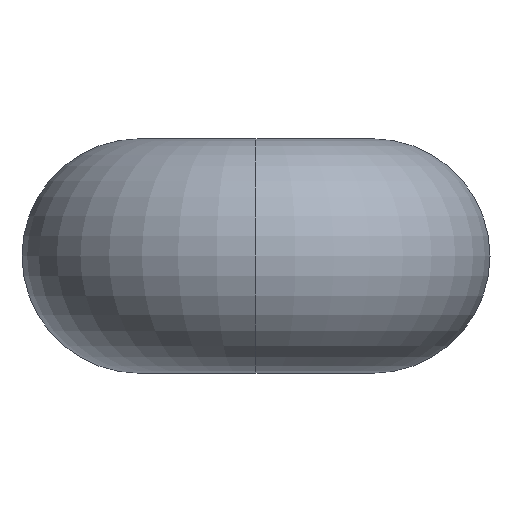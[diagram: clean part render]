
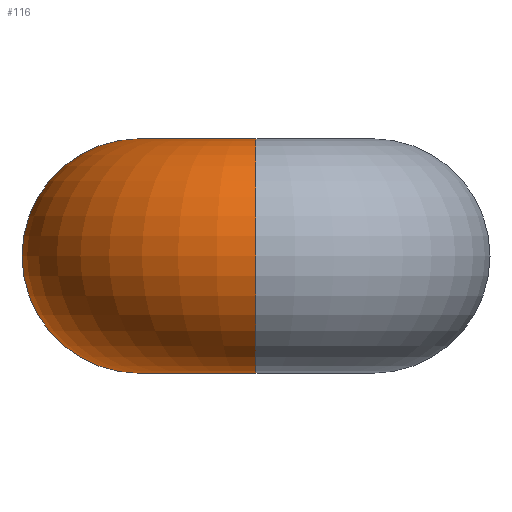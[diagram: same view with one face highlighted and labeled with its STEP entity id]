
A CAD part, left-side view. The second image highlights one B-rep face of the part: STEP entity #116.
In plain terms, the highlighted toroidal (fillet/blend) face has major radius 0.762 mm and minor radius 0.762 mm.
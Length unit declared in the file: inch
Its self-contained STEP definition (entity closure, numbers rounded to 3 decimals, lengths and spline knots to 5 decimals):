
#28 = AXIS2_PLACEMENT_3D ( 'NONE', #207, #204, #203 ) ;
#53 = AXIS2_PLACEMENT_3D ( 'NONE', #216, #209, #208 ) ;
#78 = FACE_OUTER_BOUND ( 'NONE', #574, .T. ) ;
#80 = TOROIDAL_SURFACE ( 'NONE', #437, 0.03, 0.03 ) ;
#91 = CIRCLE ( 'NONE', #252, 0.03 ) ;
#116 = ADVANCED_FACE ( 'NONE', ( #78 ), #80, .T. ) ;
#149 = CIRCLE ( 'NONE', #53, 0.03 ) ;
#150 = CIRCLE ( 'NONE', #28, 0.03 ) ;
#203 = DIRECTION ( 'NONE',  ( 1., 0., 0. ) ) ;
#204 = DIRECTION ( 'NONE',  ( 0., 0., 1. ) ) ;
#207 = CARTESIAN_POINT ( 'NONE',  ( -0.58865, 0., -0.03 ) ) ;
#208 = DIRECTION ( 'NONE',  ( -1., 0., 0. ) ) ;
#209 = DIRECTION ( 'NONE',  ( 0., 1., 0. ) ) ;
#216 = CARTESIAN_POINT ( 'NONE',  ( -0.61865, 0., 0. ) ) ;
#236 = AXIS2_PLACEMENT_3D ( 'NONE', #310, #598, #595 ) ;
#238 = AXIS2_PLACEMENT_3D ( 'NONE', #541, #586, #585 ) ;
#252 = AXIS2_PLACEMENT_3D ( 'NONE', #596, #583, #557 ) ;
#259 = ORIENTED_EDGE ( 'NONE', *, *, #475, .F. ) ;
#260 = ORIENTED_EDGE ( 'NONE', *, *, #468, .F. ) ;
#265 = ORIENTED_EDGE ( 'NONE', *, *, #467, .F. ) ;
#266 = ORIENTED_EDGE ( 'NONE', *, *, #439, .T. ) ;
#267 = ORIENTED_EDGE ( 'NONE', *, *, #438, .T. ) ;
#310 = CARTESIAN_POINT ( 'NONE',  ( -0.58865, 0., 0.03 ) ) ;
#338 = DIRECTION ( 'NONE',  ( 0., 0., 1. ) ) ;
#342 = VERTEX_POINT ( 'NONE', #382 ) ;
#343 = DIRECTION ( 'NONE',  ( 1., 0., 0. ) ) ;
#346 = CARTESIAN_POINT ( 'NONE',  ( -0.58865, 0., 0. ) ) ;
#354 = VERTEX_POINT ( 'NONE', #380 ) ;
#355 = VERTEX_POINT ( 'NONE', #387 ) ;
#364 = VERTEX_POINT ( 'NONE', #388 ) ;
#368 = VERTEX_POINT ( 'NONE', #389 ) ;
#380 = CARTESIAN_POINT ( 'NONE',  ( -0.61865, 0., 0.03 ) ) ;
#382 = CARTESIAN_POINT ( 'NONE',  ( -0.57092, 0.0242, 0.03 ) ) ;
#387 = CARTESIAN_POINT ( 'NONE',  ( -0.55319, 0.0484, 0. ) ) ;
#388 = CARTESIAN_POINT ( 'NONE',  ( -0.61865, 0., -0.03 ) ) ;
#389 = CARTESIAN_POINT ( 'NONE',  ( -0.57092, 0.0242, -0.03 ) ) ;
#437 = AXIS2_PLACEMENT_3D ( 'NONE', #346, #338, #343 ) ;
#438 = EDGE_CURVE ( 'NONE', #364, #354, #149, .T. ) ;
#439 = EDGE_CURVE ( 'NONE', #368, #364, #150, .T. ) ;
#467 = EDGE_CURVE ( 'NONE', #368, #355, #532, .T. ) ;
#468 = EDGE_CURVE ( 'NONE', #342, #354, #533, .T. ) ;
#475 = EDGE_CURVE ( 'NONE', #355, #342, #91, .T. ) ;
#532 = CIRCLE ( 'NONE', #238, 0.03 ) ;
#533 = CIRCLE ( 'NONE', #236, 0.03 ) ;
#541 = CARTESIAN_POINT ( 'NONE',  ( -0.57092, 0.0242, 0. ) ) ;
#557 = DIRECTION ( 'NONE',  ( 0., 0., -1. ) ) ;
#574 = EDGE_LOOP ( 'NONE', ( #266, #267, #260, #259, #265 ) ) ;
#583 = DIRECTION ( 'NONE',  ( 0.807, -0.591, 0. ) ) ;
#585 = DIRECTION ( 'NONE',  ( 0., 0., -1. ) ) ;
#586 = DIRECTION ( 'NONE',  ( 0.807, -0.591, 0. ) ) ;
#595 = DIRECTION ( 'NONE',  ( 1., 0., 0. ) ) ;
#596 = CARTESIAN_POINT ( 'NONE',  ( -0.57092, 0.0242, 0. ) ) ;
#598 = DIRECTION ( 'NONE',  ( 0., 0., 1. ) ) ;
